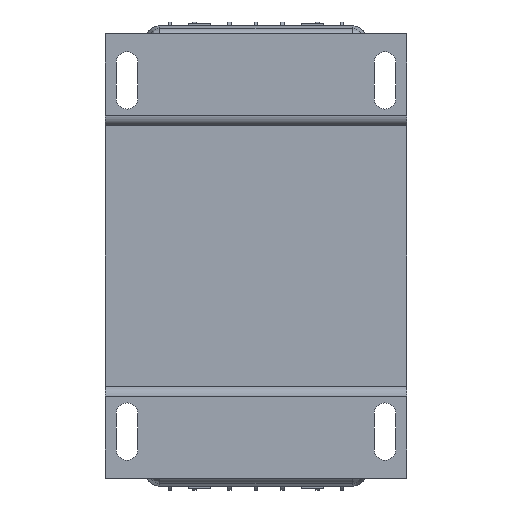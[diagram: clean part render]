
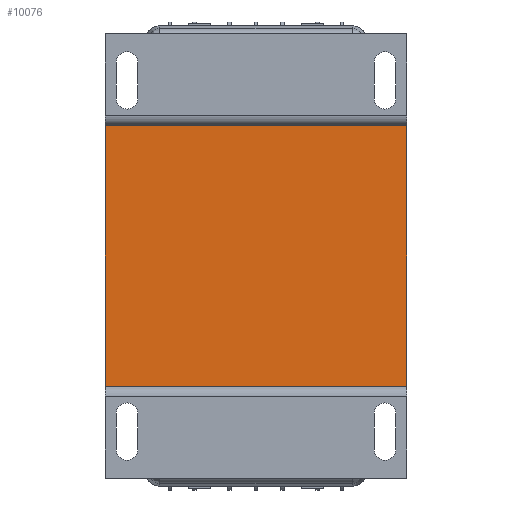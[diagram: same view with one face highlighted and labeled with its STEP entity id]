
A CAD part, front view. The second image highlights one B-rep face of the part: STEP entity #10076.
In plain terms, the highlighted planar face has unit normal (0, -1, 0).
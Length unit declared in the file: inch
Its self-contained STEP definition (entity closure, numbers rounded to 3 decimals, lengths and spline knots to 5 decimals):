
#1173 = ORIENTED_EDGE ( 'NONE', *, *, #1306, .F. ) ;
#1297 = VECTOR ( 'NONE', #3410, 39.37008 ) ;
#1306 = EDGE_CURVE ( 'NONE', #4458, #21525, #3989, .T. ) ;
#1489 = DIRECTION ( 'NONE',  ( 0., 0., 1. ) ) ;
#2391 = LINE ( 'NONE', #13722, #1297 ) ;
#2615 = DIRECTION ( 'NONE',  ( -1., 0., 0. ) ) ;
#2758 = CARTESIAN_POINT ( 'NONE',  ( 3.0915, -1.52919, 2.26378 ) ) ;
#3022 = CARTESIAN_POINT ( 'NONE',  ( -2.15259, -1.52919, 2.26378 ) ) ;
#3410 = DIRECTION ( 'NONE',  ( 0., 0., -1. ) ) ;
#3989 = LINE ( 'NONE', #3022, #16733 ) ;
#4066 = CARTESIAN_POINT ( 'NONE',  ( -2.15259, -1.52919, 2.26378 ) ) ;
#4458 = VERTEX_POINT ( 'NONE', #4066 ) ;
#7216 = VERTEX_POINT ( 'NONE', #7464 ) ;
#7464 = CARTESIAN_POINT ( 'NONE',  ( -2.15259, -1.52919, -2.26378 ) ) ;
#7631 = ORIENTED_EDGE ( 'NONE', *, *, #11913, .F. ) ;
#8856 = ORIENTED_EDGE ( 'NONE', *, *, #19249, .F. ) ;
#9515 = PLANE ( 'NONE',  #12364 ) ;
#10076 = ADVANCED_FACE ( 'NONE', ( #16484 ), #9515, .F. ) ;
#10115 = LINE ( 'NONE', #15390, #14196 ) ;
#11227 = CARTESIAN_POINT ( 'NONE',  ( 0., -1.52919, 0. ) ) ;
#11866 = ORIENTED_EDGE ( 'NONE', *, *, #15986, .F. ) ;
#11913 = EDGE_CURVE ( 'NONE', #7216, #4458, #10115, .T. ) ;
#12364 = AXIS2_PLACEMENT_3D ( 'NONE', #11227, #12994, #2615 ) ;
#12994 = DIRECTION ( 'NONE',  ( 0., 1., 0. ) ) ;
#13431 = CARTESIAN_POINT ( 'NONE',  ( 3.0915, -1.52919, -2.26378 ) ) ;
#13722 = CARTESIAN_POINT ( 'NONE',  ( 3.0915, -1.52919, 2.26378 ) ) ;
#14196 = VECTOR ( 'NONE', #1489, 39.37008 ) ;
#15390 = CARTESIAN_POINT ( 'NONE',  ( -2.15259, -1.52919, -2.26378 ) ) ;
#15574 = VERTEX_POINT ( 'NONE', #20406 ) ;
#15986 = EDGE_CURVE ( 'NONE', #21525, #15574, #2391, .T. ) ;
#16484 = FACE_OUTER_BOUND ( 'NONE', #21435, .T. ) ;
#16631 = VECTOR ( 'NONE', #18704, 39.37008 ) ;
#16733 = VECTOR ( 'NONE', #16849, 39.37008 ) ;
#16849 = DIRECTION ( 'NONE',  ( 1., 0., 0. ) ) ;
#18704 = DIRECTION ( 'NONE',  ( -1., 0., 0. ) ) ;
#19249 = EDGE_CURVE ( 'NONE', #15574, #7216, #21229, .T. ) ;
#20406 = CARTESIAN_POINT ( 'NONE',  ( 3.0915, -1.52919, -2.26378 ) ) ;
#21229 = LINE ( 'NONE', #13431, #16631 ) ;
#21435 = EDGE_LOOP ( 'NONE', ( #1173, #7631, #8856, #11866 ) ) ;
#21525 = VERTEX_POINT ( 'NONE', #2758 ) ;
